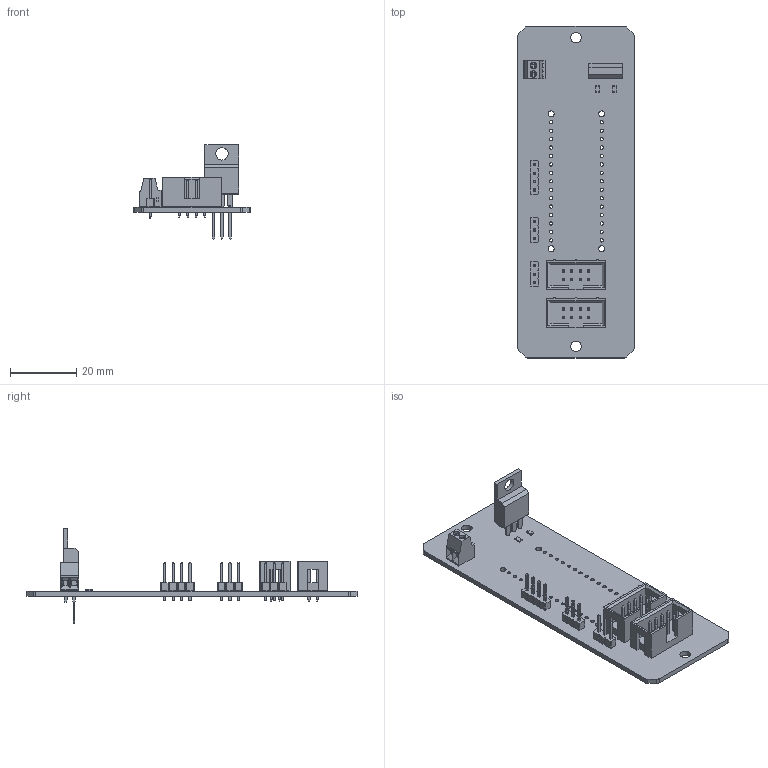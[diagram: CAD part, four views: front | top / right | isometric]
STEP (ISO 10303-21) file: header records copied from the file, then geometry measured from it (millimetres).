
FILE_DESCRIPTION(('KiCad electronic assembly'),'2;1');
FILE_NAME('numitroncontrol.step','2025-07-23T10:45:35',('Pcbnew'),( 'Kicad'),'Open CASCADE STEP processor 7.8','KiCad to STEP converter' ,'Unknown');
FILE_SCHEMA(('AUTOMOTIVE_DESIGN { 1 0 10303 214 1 1 1 1 }'));
Length unit declared in the file: millimetre
Products named in the file (14): numitroncontrol 1; 6120XX21621_61200821621; 6120xx21621_PIN; 61200821621; TO-220-3_Vertical; PinHeader_1x04_P2.54mm_Vertical; 691210910002+%28rev1%29; 691210910002; 6912109100xx_CAGE; 6912109100xx_PIN; 6912109100xx_VIS; R_0805_2012Metric; PinHeader_1x03_P2.54mm_Vertical; numitroncontrol_PCB
Assembly tree (26 placements, depth 3):
  numitroncontrol 1
    6120XX21621_61200821621  x2
      6120xx21621_PIN
      61200821621
    TO-220-3_Vertical
    PinHeader_1x04_P2.54mm_Vertical
    691210910002+%28rev1%29
      691210910002
      6912109100xx_CAGE  x2
      6912109100xx_PIN  x2
      6912109100xx_VIS  x2
    R_0805_2012Metric  x2
    PinHeader_1x03_P2.54mm_Vertical  x2
    numitroncontrol_PCB
Bounding box: 35 x 100 x 28.52 mm (x, y, z)
Volume: 7390.1 mm3; surface area: 11983.6 mm2
Topology: 32 solids, 32 shells, 1117 faces, 2767 edges, 1738 vertices
Faces by surface type: plane 977, cylinder 132, torus 6, cone 2
Full cylindrical faces by diameter (mm): 0.85 x12, 1 x10, 1.016 x30, 1.1 x21, 1.5 x4, 1.7 x2, 1.8 x4, 2 x2, 2.1 x2, 3.2 x2, 3.735 x1
Entity records: 22381 total; most frequent: CARTESIAN_POINT 3365, ORIENTED_EDGE 3250, DIRECTION 3130, EDGE_CURVE 1625, LINE 1366, VECTOR 1366, VERTEX_POINT 1042, AXIS2_PLACEMENT_3D 882
